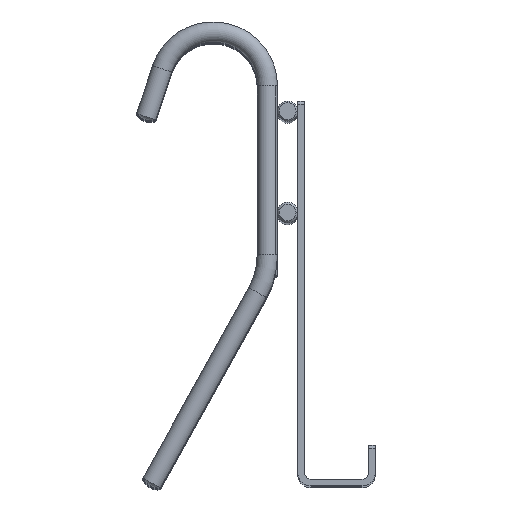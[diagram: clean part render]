
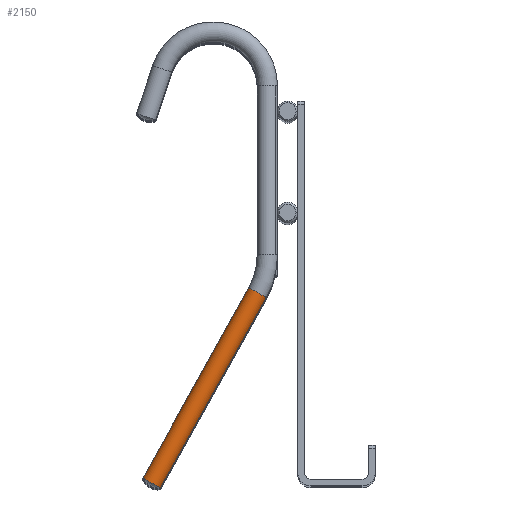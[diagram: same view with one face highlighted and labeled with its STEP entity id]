
A CAD part, top view. The second image highlights one B-rep face of the part: STEP entity #2150.
In plain terms, the highlighted cylindrical face has radius 3 mm (diameter 6 mm), a partial arc.
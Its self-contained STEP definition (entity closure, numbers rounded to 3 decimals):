
#960=CARTESIAN_POINT('',(-37.636,-81.58,-380.));
#970=VERTEX_POINT('',#960);
#1020=CARTESIAN_POINT('',(-42.88,-78.664,-380.));
#1030=VERTEX_POINT('',#1020);
#1060=CARTESIAN_POINT('',(-40.258,-80.122,-380.));
#1070=DIRECTION('',(-0.486,-0.874,
0.));
#1080=DIRECTION('',(-0.874,0.486,
0.));
#1090=AXIS2_PLACEMENT_3D('',#1060,#1070,#1080);
#1100=CIRCLE('',#1090,3.);
#1110=EDGE_CURVE('',#970,#1030,#1100,.T.);
#1680=CARTESIAN_POINT('',(-11.52,-22.254,-380.));
#1690=VERTEX_POINT('',#1680);
#1800=CARTESIAN_POINT('',(-6.276,-25.17,-380.));
#1810=VERTEX_POINT('',#1800);
#1840=CARTESIAN_POINT('',(-8.898,-23.712,-380.));
#1850=DIRECTION('',(-0.486,-0.874,
0.));
#1860=DIRECTION('',(-0.874,0.486,
0.));
#1870=AXIS2_PLACEMENT_3D('',#1840,#1850,#1860);
#1880=CIRCLE('',#1870,3.);
#1890=EDGE_CURVE('',#1810,#1690,#1880,.T.);
#1940=CARTESIAN_POINT('',(-8.898,-23.712,-380.));
#1950=DIRECTION('',(-0.486,-0.874,
0.));
#1960=DIRECTION('',(-0.874,0.486,
0.));
#1970=AXIS2_PLACEMENT_3D('',#1940,#1950,#1960);
#1980=CYLINDRICAL_SURFACE('',#1970,3.);
#1990=CARTESIAN_POINT('',(-11.52,-22.254,-380.));
#2000=DIRECTION('',(-0.486,-0.874,
0.));
#2010=VECTOR('',#2000,1.);
#2020=LINE('',#1990,#2010);
#2030=EDGE_CURVE('',#1690,#1030,#2020,.T.);
#2040=ORIENTED_EDGE('',*,*,#2030,.T.);
#2050=ORIENTED_EDGE('',*,*,#1890,.T.);
#2060=CARTESIAN_POINT('',(-6.276,-25.17,-380.));
#2070=DIRECTION('',(-0.486,-0.874,
0.));
#2080=VECTOR('',#2070,1.);
#2090=LINE('',#2060,#2080);
#2100=EDGE_CURVE('',#1810,#970,#2090,.T.);
#2110=ORIENTED_EDGE('',*,*,#2100,.F.);
#2120=ORIENTED_EDGE('',*,*,#1110,.F.);
#2130=EDGE_LOOP('',(#2120,#2110,#2050,#2040));
#2140=FACE_OUTER_BOUND('',#2130,.T.);
#2150=ADVANCED_FACE('',(#2140),#1980,.T.);
